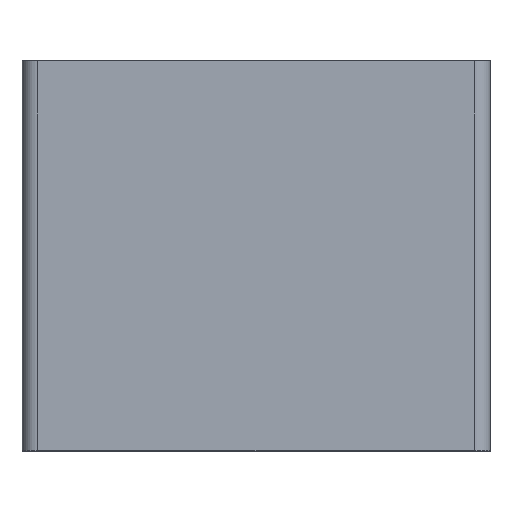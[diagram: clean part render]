
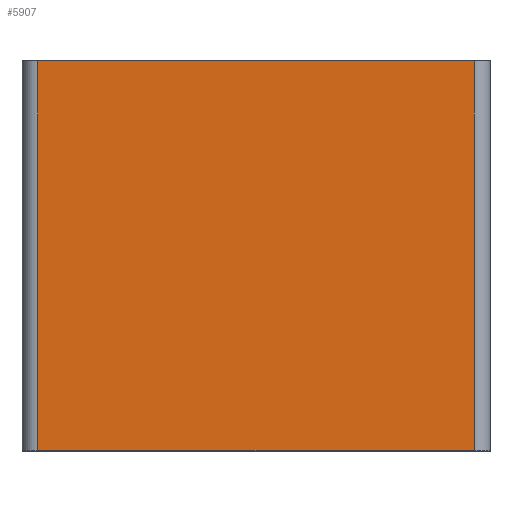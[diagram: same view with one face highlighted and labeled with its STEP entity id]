
A CAD part, top view. The second image highlights one B-rep face of the part: STEP entity #5907.
In plain terms, the highlighted planar face has unit normal (0, 0, 1).
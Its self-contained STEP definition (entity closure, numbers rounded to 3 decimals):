
#1179 = EDGE_CURVE('',#1180,#1182,#1184,.T.);
#1180 = VERTEX_POINT('',#1181);
#1181 = CARTESIAN_POINT('',(56.,-50.,20.));
#1182 = VERTEX_POINT('',#1183);
#1183 = CARTESIAN_POINT('',(-56.,-50.,20.));
#1184 = LINE('',#1185,#1186);
#1185 = CARTESIAN_POINT('',(60.,-50.,20.));
#1186 = VECTOR('',#1187,1.);
#1187 = DIRECTION('',(-1.,0.,0.));
#3783 = VERTEX_POINT('',#3784);
#3784 = CARTESIAN_POINT('',(-56.,50.,20.));
#3793 = EDGE_CURVE('',#3794,#3783,#3796,.T.);
#3794 = VERTEX_POINT('',#3795);
#3795 = CARTESIAN_POINT('',(56.,50.,20.));
#3796 = LINE('',#3797,#3798);
#3797 = CARTESIAN_POINT('',(60.,50.,20.));
#3798 = VECTOR('',#3799,1.);
#3799 = DIRECTION('',(-1.,0.,0.));
#5907 = ADVANCED_FACE('',(#5908),#5924,.F.);
#5908 = FACE_BOUND('',#5909,.T.);
#5909 = EDGE_LOOP('',(#5910,#5916,#5917,#5923));
#5910 = ORIENTED_EDGE('',*,*,#5911,.T.);
#5911 = EDGE_CURVE('',#1180,#3794,#5912,.T.);
#5912 = LINE('',#5913,#5914);
#5913 = CARTESIAN_POINT('',(56.,-50.,20.));
#5914 = VECTOR('',#5915,1.);
#5915 = DIRECTION('',(0.,1.,0.));
#5916 = ORIENTED_EDGE('',*,*,#3793,.T.);
#5917 = ORIENTED_EDGE('',*,*,#5918,.F.);
#5918 = EDGE_CURVE('',#1182,#3783,#5919,.T.);
#5919 = LINE('',#5920,#5921);
#5920 = CARTESIAN_POINT('',(-56.,-50.,20.));
#5921 = VECTOR('',#5922,1.);
#5922 = DIRECTION('',(0.,1.,0.));
#5923 = ORIENTED_EDGE('',*,*,#1179,.F.);
#5924 = PLANE('',#5925);
#5925 = AXIS2_PLACEMENT_3D('',#5926,#5927,#5928);
#5926 = CARTESIAN_POINT('',(60.,-50.,20.));
#5927 = DIRECTION('',(0.,0.,-1.));
#5928 = DIRECTION('',(-1.,0.,0.));
